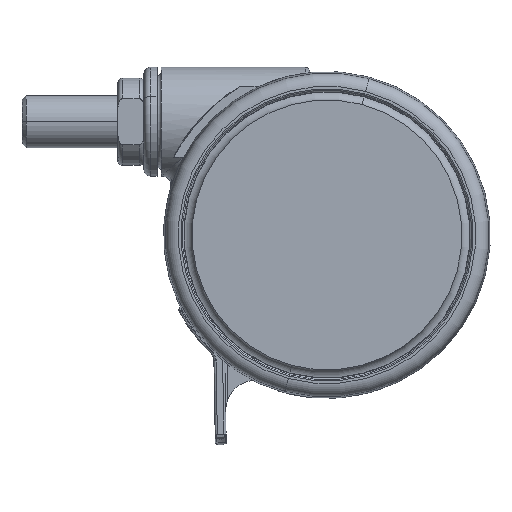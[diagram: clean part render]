
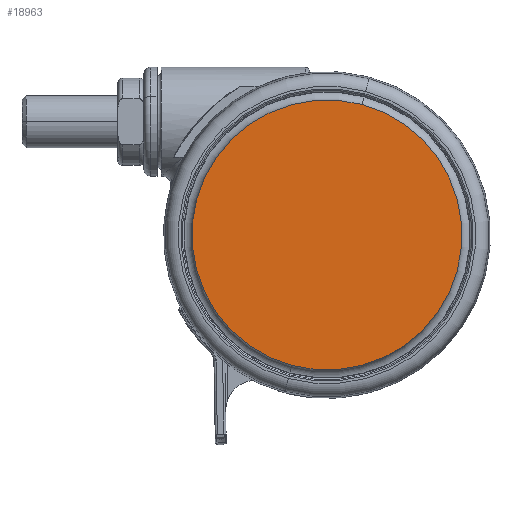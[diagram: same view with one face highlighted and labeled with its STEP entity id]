
A CAD part, left-side view. The second image highlights one B-rep face of the part: STEP entity #18963.
In plain terms, the highlighted face is planar.
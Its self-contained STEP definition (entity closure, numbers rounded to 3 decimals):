
#11586 = CARTESIAN_POINT ( 'NONE',  ( 0., 0., -47.7 ) ) ;
#15869 = VERTEX_POINT ( 'NONE', #26627 ) ;
#17267 = DIRECTION ( 'NONE',  ( 0.364, -0.931, 0. ) ) ;
#18712 = EDGE_LOOP ( 'NONE', ( #44214, #46583 ) ) ;
#18963 = ADVANCED_FACE ( 'NONE', ( #48224 ), #65308, .F. ) ;
#20467 = DIRECTION ( 'NONE',  ( 0., 0., -1. ) ) ;
#26627 = CARTESIAN_POINT ( 'NONE',  ( 11.278, -28.876, -47.7 ) ) ;
#28426 = EDGE_CURVE ( 'NONE', #36272, #15869, #34855, .T. ) ;
#31160 = DIRECTION ( 'NONE',  ( 0., 0., 1. ) ) ;
#34741 = AXIS2_PLACEMENT_3D ( 'NONE', #54713, #20467, #60389 ) ;
#34855 = CIRCLE ( 'NONE', #70291, 31. ) ;
#35779 = CIRCLE ( 'NONE', #34741, 31. ) ;
#36272 = VERTEX_POINT ( 'NONE', #41773 ) ;
#41773 = CARTESIAN_POINT ( 'NONE',  ( -11.278, 28.876, -47.7 ) ) ;
#44214 = ORIENTED_EDGE ( 'NONE', *, *, #62409, .T. ) ;
#46583 = ORIENTED_EDGE ( 'NONE', *, *, #28426, .T. ) ;
#48224 = FACE_OUTER_BOUND ( 'NONE', #18712, .T. ) ;
#51508 = DIRECTION ( 'NONE',  ( 0., 0., -1. ) ) ;
#53919 = CARTESIAN_POINT ( 'NONE',  ( -28.876, -11.278, -47.7 ) ) ;
#54713 = CARTESIAN_POINT ( 'NONE',  ( 0., 0., -47.7 ) ) ;
#55926 = AXIS2_PLACEMENT_3D ( 'NONE', #53919, #31160, #71029 ) ;
#60389 = DIRECTION ( 'NONE',  ( 0.364, -0.931, 0. ) ) ;
#62409 = EDGE_CURVE ( 'NONE', #15869, #36272, #35779, .T. ) ;
#65308 = PLANE ( 'NONE',  #55926 ) ;
#70291 = AXIS2_PLACEMENT_3D ( 'NONE', #11586, #51508, #17267 ) ;
#71029 = DIRECTION ( 'NONE',  ( -0.364, 0.931, 0. ) ) ;
